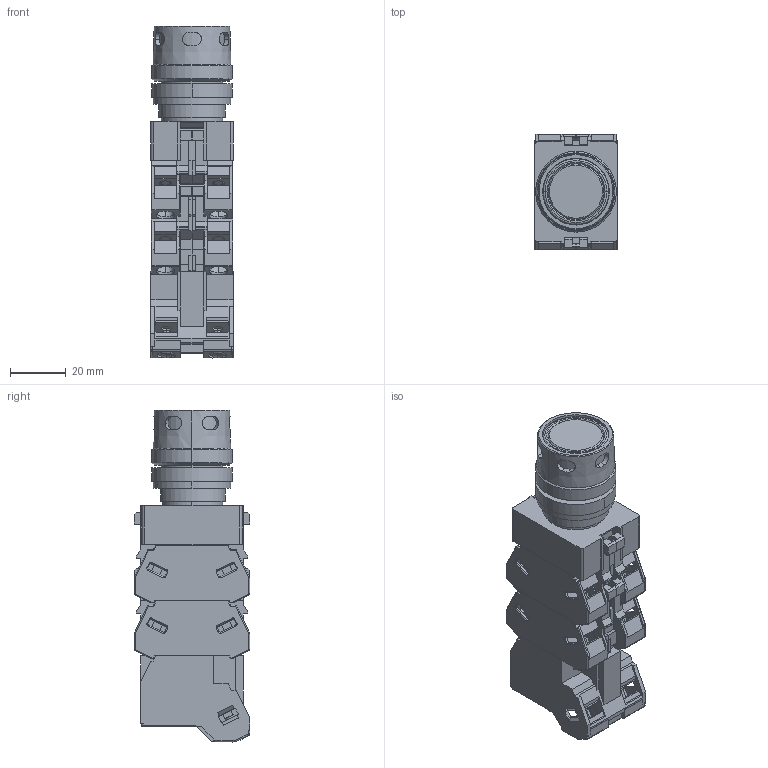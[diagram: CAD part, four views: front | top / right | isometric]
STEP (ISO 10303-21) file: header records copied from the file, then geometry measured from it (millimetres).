
FILE_DESCRIPTION (( 'STEP AP214' ), '1' );
FILE_NAME ('28_A(O)LFW2(B)#6xxD$.STEP', '2021-01-15T07:58:34', ( 'IDEC' ), ( 'IDEC' ), 'SwSTEP 2.0', 'SolidWorks 2019', '' );
FILE_SCHEMA (( 'AUTOMOTIVE_DESIGN' ));
Length unit declared in the file: millimetre
Products named in the file (7): TW-FULL-RING-L-2; HW-T#6; TW-BODY2; TW-ADJUSTMENT-RING; TW-ROUND-EXTEND-LENS; HW-Uxx(R); 28_A(O)LFW2(B)#6xxD$
Assembly tree (9 placements, depth 2):
  28_A(O)LFW2(B)#6xxD$
    TW-BODY2
    TW-ROUND-EXTEND-LENS
    TW-FULL-RING-L-2
    TW-ADJUSTMENT-RING
    HW-Uxx(R)  x4
    HW-T#6
Bounding box: 29.6 x 41.4 x 119.3 mm (x, y, z)
Volume: 93130.8 mm3; surface area: 38431.3 mm2
Topology: 9 solids, 11 shells, 1485 faces, 4104 edges, 2644 vertices
Faces by surface type: plane 924, cylinder 371, bspline 154, cone 32, sphere 4
Entity records: 23683 total; most frequent: CARTESIAN_POINT 6101, ORIENTED_EDGE 3768, DIRECTION 3405, EDGE_CURVE 1884, LINE 1383, VECTOR 1383, VERTEX_POINT 1228, AXIS2_PLACEMENT_3D 1011
